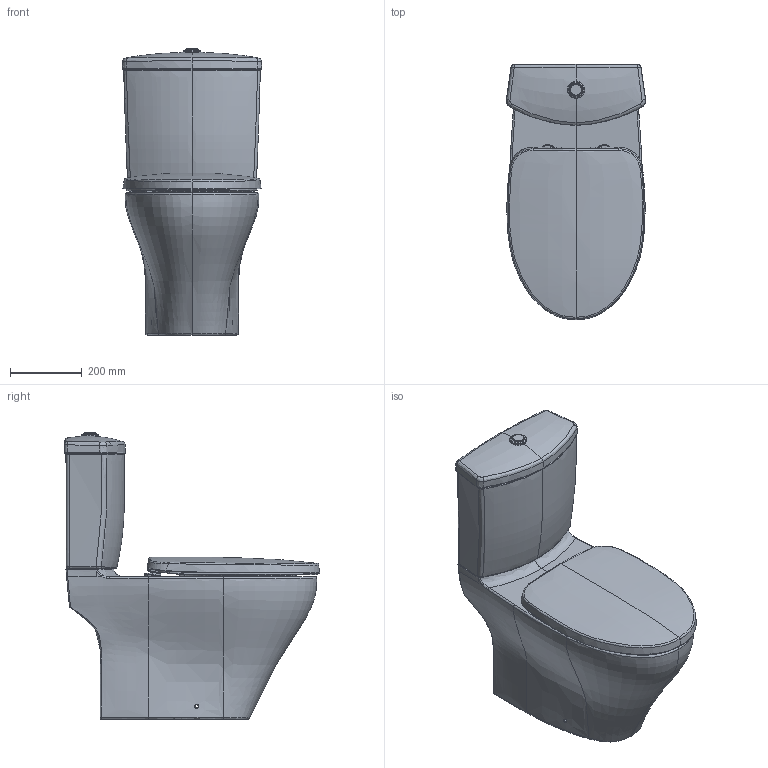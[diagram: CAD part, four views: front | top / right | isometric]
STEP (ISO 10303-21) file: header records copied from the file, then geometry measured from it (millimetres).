
FILE_DESCRIPTION(/* description */ (''),/* implementation_level */ '2;1');
FILE_NAME(/* name */ '562310-5723A1.stp',/* time_stamp */ '2021-10-12T08:21:55+02:00',/* author */ (''),/* organization */ (''),/* preprocessor_version */ 'ST-DEVELOPER v18.1',/* originating_system */ 'SIEMENS PLM Software NX 1973',/* authorisation */ '');
FILE_SCHEMA (('AUTOMOTIVE_DESIGN { 1 0 10303 214 3 1 1 1 }'));
Products named in the file (1): koeb26306095uplm
Bounding box: 388.93 x 712.1 x 798.92 mm (x, y, z)
Volume: 60205880.7 mm3; surface area: 2530590 mm2
Topology: 41 solids, 41 shells, 3864 faces, 9968 edges, 6226 vertices
Faces by surface type: bspline 1420, plane 1362, extrusion 909, cylinder 91, cone 40, torus 34, revolution 4, sphere 4
Full cylindrical faces by diameter (mm): 9 x1, 15 x2, 16 x2, 40 x1, 85 x1
Entity records: 266922 total; most frequent: CARTESIAN_POINT 193951, ORIENTED_EDGE 19812, EDGE_CURVE 9906, DIRECTION 8401, VERTEX_POINT 6215, VECTOR 4541, EDGE_LOOP 4071, ADVANCED_FACE 3864
